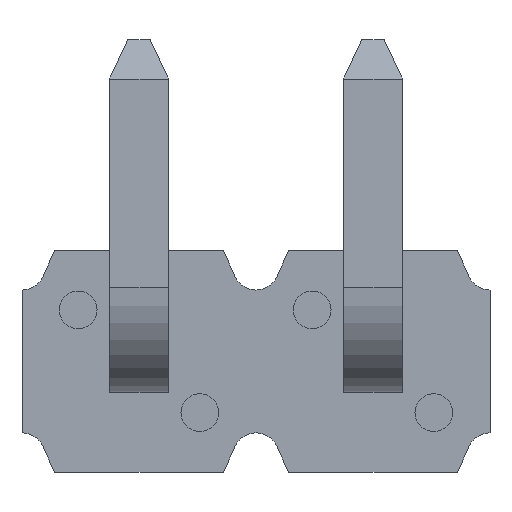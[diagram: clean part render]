
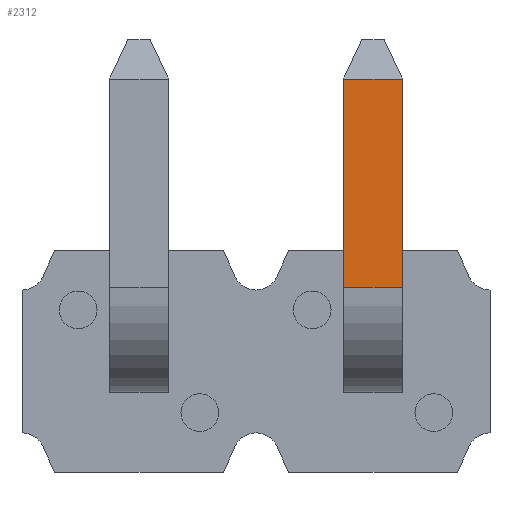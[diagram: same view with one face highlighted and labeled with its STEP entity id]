
A CAD part, left-side view. The second image highlights one B-rep face of the part: STEP entity #2312.
In plain terms, the highlighted planar face has unit normal (-1, 0, 0).
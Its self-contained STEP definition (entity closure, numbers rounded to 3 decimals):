
#818=DIRECTION('',(0.,-1.,0.));
#819=VECTOR('',#818,0.64);
#820=CARTESIAN_POINT('',(-2.04,-2.22,3.066));
#821=LINE('536',#820,#819);
#822=DIRECTION('',(0.,0.,-1.));
#823=VECTOR('',#822,2.261);
#824=CARTESIAN_POINT('',(-2.04,-2.86,3.066));
#825=LINE('508',#824,#823);
#826=DIRECTION('',(0.,0.,1.));
#827=VECTOR('',#826,2.261);
#828=CARTESIAN_POINT('',(-2.04,-2.22,0.805));
#829=LINE('525',#828,#827);
#830=DIRECTION('',(0.,-1.,0.));
#831=VECTOR('',#830,0.64);
#832=CARTESIAN_POINT('',(-2.04,-2.22,0.805));
#833=LINE('537',#832,#831);
#1231=CARTESIAN_POINT('',(-2.04,-2.86,0.805));
#1233=VERTEX_POINT('',#1231);
#1234=CARTESIAN_POINT('',(-2.04,-2.86,3.066));
#1235=VERTEX_POINT('',#1234);
#1260=CARTESIAN_POINT('',(-2.04,-2.22,3.066));
#1261=VERTEX_POINT('',#1260);
#1262=CARTESIAN_POINT('',(-2.04,-2.22,0.805));
#1263=VERTEX_POINT('',#1262);
#2300=CARTESIAN_POINT('',(-2.04,-2.54,1.936));
#2301=DIRECTION('',(1.,0.,0.));
#2302=DIRECTION('',(0.,0.,1.));
#2303=AXIS2_PLACEMENT_3D('',#2300,#2301,#2302);
#2304=PLANE('499',#2303);
#2305=ORIENTED_EDGE('536',*,*,#2290,.T.);
#2306=ORIENTED_EDGE('508',*,*,#2112,.T.);
#2308=ORIENTED_EDGE('537',*,*,#2307,.F.);
#2309=ORIENTED_EDGE('525',*,*,#2182,.T.);
#2310=EDGE_LOOP('499',(#2305,#2306,#2308,#2309));
#2311=FACE_OUTER_BOUND('499',#2310,.F.);
#2112=EDGE_CURVE('508',#1235,#1233,#825,.T.);
#2182=EDGE_CURVE('525',#1263,#1261,#829,.T.);
#2290=EDGE_CURVE('536',#1261,#1235,#821,.T.);
#2307=EDGE_CURVE('537',#1263,#1233,#833,.T.);
#2312=ADVANCED_FACE('499',(#2311),#2304,.F.);
